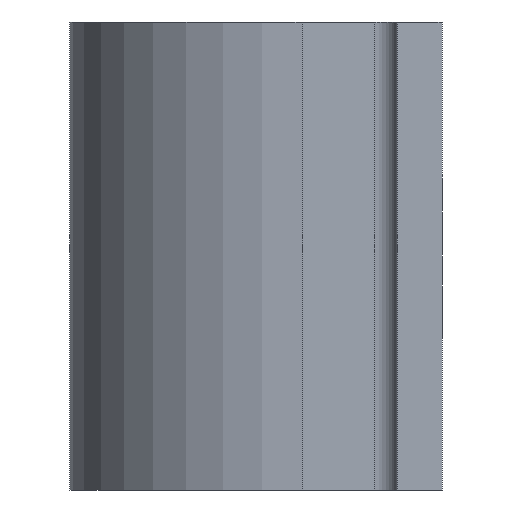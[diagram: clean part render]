
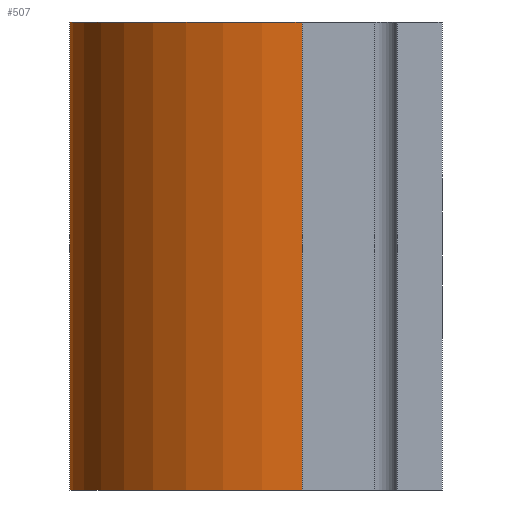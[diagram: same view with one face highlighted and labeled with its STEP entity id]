
A CAD part, left-side view. The second image highlights one B-rep face of the part: STEP entity #507.
In plain terms, the highlighted cylindrical face has radius 7.874 mm (diameter 15.748 mm), a partial arc.
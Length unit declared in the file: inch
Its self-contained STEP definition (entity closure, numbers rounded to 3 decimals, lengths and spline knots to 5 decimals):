
#38 = ORIENTED_EDGE ( 'NONE', *, *, #534, .F. ) ;
#45 = VECTOR ( 'NONE', #497, 39.37008 ) ;
#48 = CARTESIAN_POINT ( 'NONE',  ( 0.627, 0.187, -0.3125 ) ) ;
#52 = DIRECTION ( 'NONE',  ( 0., 0., -1. ) ) ;
#72 = CARTESIAN_POINT ( 'NONE',  ( 0.627, 0.187, 0.3125 ) ) ;
#80 = AXIS2_PLACEMENT_3D ( 'NONE', #228, #496, #234 ) ;
#101 = VERTEX_POINT ( 'NONE', #72 ) ;
#105 = CARTESIAN_POINT ( 'NONE',  ( 0.627, 0.187, 0.3125 ) ) ;
#131 = EDGE_CURVE ( 'NONE', #156, #325, #293, .T. ) ;
#145 = CIRCLE ( 'NONE', #237, 0.31 ) ;
#156 = VERTEX_POINT ( 'NONE', #444 ) ;
#177 = VECTOR ( 'NONE', #353, 39.37008 ) ;
#185 = DIRECTION ( 'NONE',  ( 0., 0., -1. ) ) ;
#187 = LINE ( 'NONE', #105, #45 ) ;
#228 = CARTESIAN_POINT ( 'NONE',  ( 0.937, 0.187, 0.3125 ) ) ;
#234 = DIRECTION ( 'NONE',  ( -1., 0., 0. ) ) ;
#236 = ORIENTED_EDGE ( 'NONE', *, *, #415, .F. ) ;
#237 = AXIS2_PLACEMENT_3D ( 'NONE', #308, #52, #362 ) ;
#292 = FACE_OUTER_BOUND ( 'NONE', #396, .T. ) ;
#293 = LINE ( 'NONE', #433, #177 ) ;
#308 = CARTESIAN_POINT ( 'NONE',  ( 0.937, 0.187, 0.3125 ) ) ;
#325 = VERTEX_POINT ( 'NONE', #338 ) ;
#338 = CARTESIAN_POINT ( 'NONE',  ( 1.247, 0.187, -0.3125 ) ) ;
#353 = DIRECTION ( 'NONE',  ( 0., 0., -1. ) ) ;
#354 = VERTEX_POINT ( 'NONE', #48 ) ;
#356 = AXIS2_PLACEMENT_3D ( 'NONE', #449, #185, #492 ) ;
#362 = DIRECTION ( 'NONE',  ( 1., 0., 0. ) ) ;
#372 = EDGE_CURVE ( 'NONE', #101, #156, #145, .T. ) ;
#396 = EDGE_LOOP ( 'NONE', ( #236, #38, #471, #422 ) ) ;
#415 = EDGE_CURVE ( 'NONE', #354, #325, #478, .T. ) ;
#422 = ORIENTED_EDGE ( 'NONE', *, *, #131, .T. ) ;
#433 = CARTESIAN_POINT ( 'NONE',  ( 1.247, 0.187, 0.3125 ) ) ;
#444 = CARTESIAN_POINT ( 'NONE',  ( 1.247, 0.187, 0.3125 ) ) ;
#449 = CARTESIAN_POINT ( 'NONE',  ( 0.937, 0.187, -0.3125 ) ) ;
#471 = ORIENTED_EDGE ( 'NONE', *, *, #372, .T. ) ;
#478 = CIRCLE ( 'NONE', #356, 0.31 ) ;
#492 = DIRECTION ( 'NONE',  ( 1., 0., 0. ) ) ;
#496 = DIRECTION ( 'NONE',  ( 0., 0., -1. ) ) ;
#497 = DIRECTION ( 'NONE',  ( 0., 0., -1. ) ) ;
#507 = ADVANCED_FACE ( 'NONE', ( #292 ), #509, .T. ) ;
#509 = CYLINDRICAL_SURFACE ( 'NONE', #80, 0.31 ) ;
#534 = EDGE_CURVE ( 'NONE', #101, #354, #187, .T. ) ;
